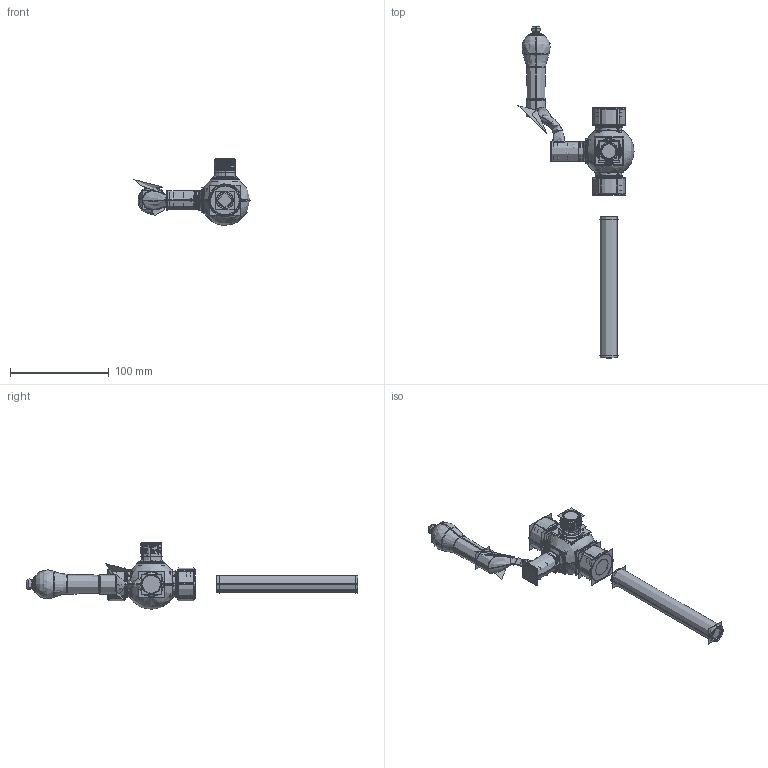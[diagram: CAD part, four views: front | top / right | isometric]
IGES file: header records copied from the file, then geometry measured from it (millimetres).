
Start section:  PTC IGES file: v31-sl3037-06_asm.igs
Global section: file name: v31-sl3037-06_asm.igs; native system: Creo Elements/Pro by Parametric Technology Corporation; preprocessor: 2011080; author: Administrator; organization: Unknown; date: 20150112.133300; units: millimetre
Bounding box: 117.83 x 336.98 x 67.79 mm (x, y, z)
Surface area: 281297.2 mm2 (no closed solid volume)
Topology: 0 solids, 0 shells, 1860 faces, 25521 edges, 33598 vertices
Faces by surface type: revolution 1240, bspline 620
